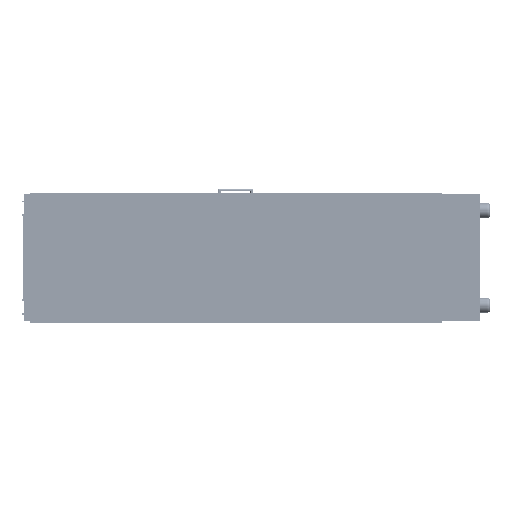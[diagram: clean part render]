
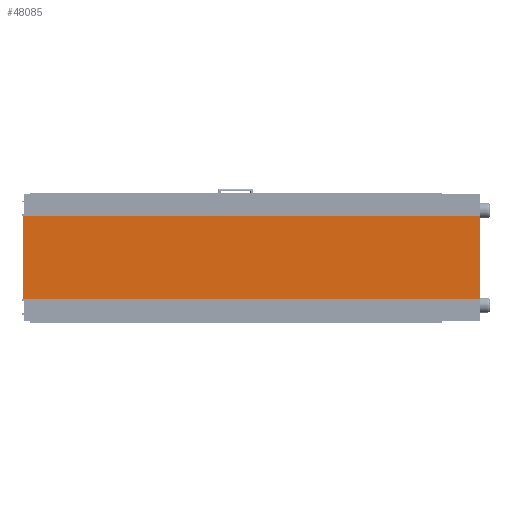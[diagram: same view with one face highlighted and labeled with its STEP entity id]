
A CAD part, left-side view. The second image highlights one B-rep face of the part: STEP entity #48085.
In plain terms, the highlighted planar face has unit normal (-1, 0, 0).
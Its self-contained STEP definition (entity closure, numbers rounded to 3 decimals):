
#5062 = EDGE_LOOP ( 'NONE', ( #70848, #34810, #55326, #72730 ) ) ;
#6365 = CARTESIAN_POINT ( 'NONE',  ( 2.2, -2.2, 417. ) ) ;
#6863 = LINE ( 'NONE', #35054, #22562 ) ;
#9038 = EDGE_CURVE ( 'NONE', #77575, #63811, #69290, .T. ) ;
#12763 = CARTESIAN_POINT ( 'NONE',  ( 2.2, -1818., 86. ) ) ;
#18834 = DIRECTION ( 'NONE',  ( 1., 0., 0. ) ) ;
#22562 = VECTOR ( 'NONE', #93205, 1000. ) ;
#28016 = LINE ( 'NONE', #79025, #49980 ) ;
#30811 = FACE_OUTER_BOUND ( 'NONE', #5062, .T. ) ;
#31273 = PLANE ( 'NONE',  #42363 ) ;
#34810 = ORIENTED_EDGE ( 'NONE', *, *, #50409, .T. ) ;
#35054 = CARTESIAN_POINT ( 'NONE',  ( 2.2, -1818., 86. ) ) ;
#41201 = DIRECTION ( 'NONE',  ( 0., 1., 0. ) ) ;
#42363 = AXIS2_PLACEMENT_3D ( 'NONE', #60356, #18834, #91313 ) ;
#44444 = CARTESIAN_POINT ( 'NONE',  ( 2.2, -1818., 417. ) ) ;
#45856 = DIRECTION ( 'NONE',  ( 0., 0., -1. ) ) ;
#48085 = ADVANCED_FACE ( 'NONE', ( #30811 ), #31273, .F. ) ;
#48432 = EDGE_CURVE ( 'NONE', #77575, #86101, #88270, .T. ) ;
#49980 = VECTOR ( 'NONE', #71878, 1000. ) ;
#50409 = EDGE_CURVE ( 'NONE', #63811, #74683, #28016, .T. ) ;
#54346 = VECTOR ( 'NONE', #41201, 1000. ) ;
#55326 = ORIENTED_EDGE ( 'NONE', *, *, #74255, .F. ) ;
#60356 = CARTESIAN_POINT ( 'NONE',  ( 2.2, -1818., 417. ) ) ;
#63811 = VERTEX_POINT ( 'NONE', #6365 ) ;
#66500 = CARTESIAN_POINT ( 'NONE',  ( 2.2, -1818., 417. ) ) ;
#69290 = LINE ( 'NONE', #78331, #54346 ) ;
#70848 = ORIENTED_EDGE ( 'NONE', *, *, #9038, .T. ) ;
#71878 = DIRECTION ( 'NONE',  ( 0., 0., -1. ) ) ;
#72730 = ORIENTED_EDGE ( 'NONE', *, *, #48432, .F. ) ;
#74255 = EDGE_CURVE ( 'NONE', #86101, #74683, #6863, .T. ) ;
#74683 = VERTEX_POINT ( 'NONE', #82881 ) ;
#77308 = VECTOR ( 'NONE', #45856, 1000. ) ;
#77575 = VERTEX_POINT ( 'NONE', #66500 ) ;
#78331 = CARTESIAN_POINT ( 'NONE',  ( 2.2, -1818., 417. ) ) ;
#79025 = CARTESIAN_POINT ( 'NONE',  ( 2.2, -2.2, 417. ) ) ;
#82881 = CARTESIAN_POINT ( 'NONE',  ( 2.2, -2.2, 86. ) ) ;
#86101 = VERTEX_POINT ( 'NONE', #12763 ) ;
#88270 = LINE ( 'NONE', #44444, #77308 ) ;
#91313 = DIRECTION ( 'NONE',  ( 0., 0., -1. ) ) ;
#93205 = DIRECTION ( 'NONE',  ( 0., 1., 0. ) ) ;
